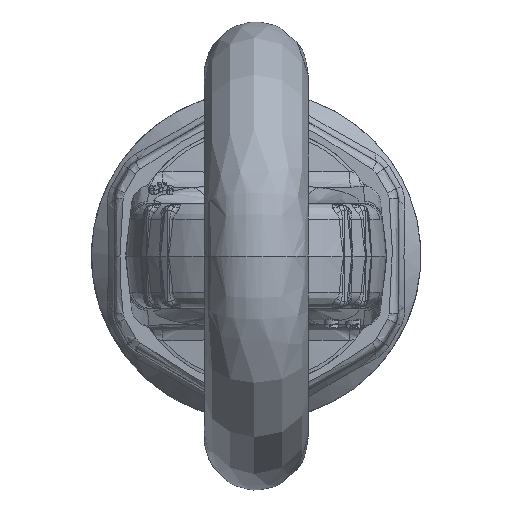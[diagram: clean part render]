
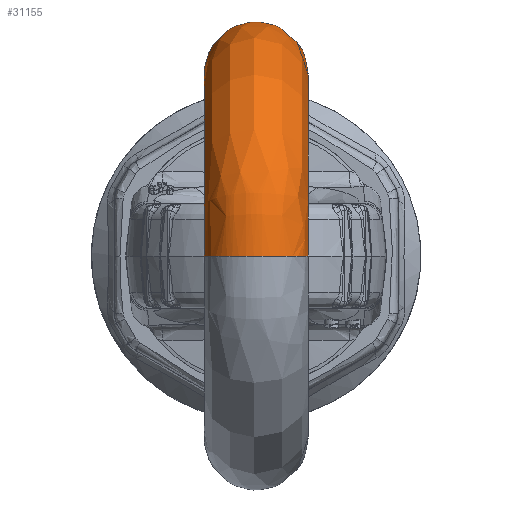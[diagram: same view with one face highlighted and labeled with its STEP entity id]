
A CAD part, left-side view. The second image highlights one B-rep face of the part: STEP entity #31155.
In plain terms, the highlighted free-form (B-spline) face has degree [3, 2] with [4, 7] control points.
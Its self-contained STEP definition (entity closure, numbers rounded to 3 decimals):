
#31008=CARTESIAN_POINT('V5090',(-112.3,-9.0,
   30.864));
#31009=VERTEX_POINT('V5090',#31008);
#31048=CARTESIAN_POINT('E2844',(-112.3,-9.0,
   30.864));
#31049=CARTESIAN_POINT('E2844',(-115.418,-9.0,
   15.59));
#31050=CARTESIAN_POINT('E2844',(-113.859,
   4.5,23.227));
#31051=CARTESIAN_POINT('E2844',(-112.3,18.0,
   30.864));
#31052=CARTESIAN_POINT('E2844',(-110.741,
   4.5,38.5));
#31053=CARTESIAN_POINT('E2844',(-109.182,-9.0,
   46.137));
#31054=CARTESIAN_POINT('E2844',(-112.3,-9.0,
   30.864));
#31062=(BOUNDED_CURVE()B_SPLINE_CURVE(2,(#31048,#31049,#31050,
   #31051,#31052,#31053,#31054),.CIRCULAR_ARC.,.T.,.U.)
   B_SPLINE_CURVE_WITH_KNOTS((3,2,2,3),(0.0,0.482,
   0.965,1.447),.UNSPECIFIED.)CURVE()
   GEOMETRIC_REPRESENTATION_ITEM()RATIONAL_B_SPLINE_CURVE((1.0,
   0.5,1.0,0.5,1.0,0.5,1.0)
   )REPRESENTATION_ITEM('E2844'));
#31063=EDGE_CURVE('E2844',#31009,#31009,#31062,.T.);
#31082=CARTESIAN_POINT('F577',(-112.3,-9.0,
   30.864));
#31083=CARTESIAN_POINT('F577',(-133.411,
   -9.,35.173));
#31084=CARTESIAN_POINT('F577',(-150.1,
   -9.,21.546));
#31085=CARTESIAN_POINT('F577',(-150.1,-9.0,
   0.));
#31086=CARTESIAN_POINT('F577',(-109.182,-9.0,
   46.137));
#31087=CARTESIAN_POINT('F577',(-140.74,
   -9.,52.579));
#31088=CARTESIAN_POINT('F577',(-165.688,
   -9.,32.208));
#31089=CARTESIAN_POINT('F577',(-165.688,-9.0,
   0.));
#31090=CARTESIAN_POINT('F577',(-110.741,
   4.5,38.5));
#31091=CARTESIAN_POINT('F577',(-137.075,
   4.5,43.876));
#31092=CARTESIAN_POINT('F577',(-157.894,
   4.5,26.877));
#31093=CARTESIAN_POINT('F577',(-157.894,
   4.5,0.));
#31094=CARTESIAN_POINT('F577',(-112.3,18.0,
   30.864));
#31095=CARTESIAN_POINT('F577',(-133.411,
   18.,35.173));
#31096=CARTESIAN_POINT('F577',(-150.1,
   18.,21.546));
#31097=CARTESIAN_POINT('F577',(-150.1,18.0,
   0.));
#31098=CARTESIAN_POINT('F577',(-113.859,
   4.5,23.227));
#31099=CARTESIAN_POINT('F577',(-129.746,
   4.5,26.47));
#31100=CARTESIAN_POINT('F577',(-142.306,
   4.5,16.215));
#31101=CARTESIAN_POINT('F577',(-142.306,
   4.5,0.));
#31102=CARTESIAN_POINT('F577',(-115.418,-9.0,
   15.59));
#31103=CARTESIAN_POINT('F577',(-126.081,
   -9.,17.767));
#31104=CARTESIAN_POINT('F577',(-134.512,
   -9.,10.883));
#31105=CARTESIAN_POINT('F577',(-134.512,-9.0,
   0.));
#31106=CARTESIAN_POINT('F577',(-112.3,-9.0,
   30.864));
#31107=CARTESIAN_POINT('F577',(-133.411,
   -9.,35.173));
#31108=CARTESIAN_POINT('F577',(-150.1,
   -9.,21.546));
#31109=CARTESIAN_POINT('F577',(-150.1,-9.0,
   0.));
#31117=(BOUNDED_SURFACE()B_SPLINE_SURFACE(3,2,((#31082,#31086,
   #31090,#31094,#31098,#31102,#31106),(#31083,#31087,#31091,
   #31095,#31099,#31103,#31107),(#31084,#31088,#31092,#31096,
   #31100,#31104,#31108),(#31085,#31089,#31093,#31097,#31101,
   #31105,#31109)),.UNSPECIFIED.,.F.,.T.,.U.)
   B_SPLINE_SURFACE_WITH_KNOTS((4,4),(3,2,2,3),(0.0,1.0),(0.0,
   0.482,0.965,1.447),
   .UNSPECIFIED.)GEOMETRIC_REPRESENTATION_ITEM()
   RATIONAL_B_SPLINE_SURFACE(((1.0,0.5,1.0,
   0.5,1.0,0.5,1.0),(0.755,
   0.377,0.755,0.377,
   0.755,0.377,0.755),(
   0.755,0.377,0.755,
   0.377,0.755,0.377,
   0.755),(1.0,0.5,1.0,0.5,
   1.0,0.5,1.0)))REPRESENTATION_ITEM('F577')SURFACE()
   );
#31118=CARTESIAN_POINT('V5091',(-150.1,-9.0,0.0));
#31119=VERTEX_POINT('V5091',#31118);
#31120=CARTESIAN_POINT('E2841',(-112.3,-9.0,
   30.864));
#31121=CARTESIAN_POINT('E2841',(-133.411,-9.0,
   35.173));
#31122=CARTESIAN_POINT('E2841',(-150.1,-9.0,
   21.546));
#31123=CARTESIAN_POINT('E2841',(-150.1,-9.0,
   0.));
#31131=(BOUNDED_CURVE()B_SPLINE_CURVE(3,(#31120,#31121,#31122,
   #31123),.UNSPECIFIED.,.F.,.U.)CURVE()
   GEOMETRIC_REPRESENTATION_ITEM()QUASI_UNIFORM_CURVE()
   RATIONAL_B_SPLINE_CURVE((1.0,0.755,
   0.755,1.0))REPRESENTATION_ITEM('E2841'));
#31132=EDGE_CURVE('E2841',#31009,#31119,#31131,.T.);
#31133=ORIENTED_EDGE('E2841',*,*,#31132,.F.);
#31134=ORIENTED_EDGE('F578',*,*,#31063,.F.);
#31135=ORIENTED_EDGE('E2841',*,*,#31132,.T.);
#31136=CARTESIAN_POINT('E2842',(-150.1,-9.0,0.0));
#31137=CARTESIAN_POINT('E2842',(-165.688,-9.0,0.0));
#31138=CARTESIAN_POINT('E2842',(-157.894,
   4.5,0.0));
#31139=CARTESIAN_POINT('E2842',(-150.1,18.0,0.0));
#31140=CARTESIAN_POINT('E2842',(-142.306,
   4.5,0.0));
#31141=CARTESIAN_POINT('E2842',(-134.512,-9.0,0.0));
#31142=CARTESIAN_POINT('E2842',(-150.1,-9.0,0.0));
#31150=(BOUNDED_CURVE()B_SPLINE_CURVE(2,(#31136,#31137,#31138,
   #31139,#31140,#31141,#31142),.CIRCULAR_ARC.,.T.,.U.)
   B_SPLINE_CURVE_WITH_KNOTS((3,2,2,3),(0.0,0.482,
   0.965,1.447),.UNSPECIFIED.)CURVE()
   GEOMETRIC_REPRESENTATION_ITEM()RATIONAL_B_SPLINE_CURVE((1.0,
   0.5,1.0,0.5,1.0,0.5,1.0)
   )REPRESENTATION_ITEM('E2842'));
#31151=EDGE_CURVE('E2842',#31119,#31119,#31150,.T.);
#31152=ORIENTED_EDGE('E2842',*,*,#31151,.F.);
#31153=EDGE_LOOP('F577',(#31133,#31134,#31135,#31152));
#31154=FACE_OUTER_BOUND('F577',#31153,.T.);
#31155=ADVANCED_FACE('F577',(#31154),#31117,.F.);
